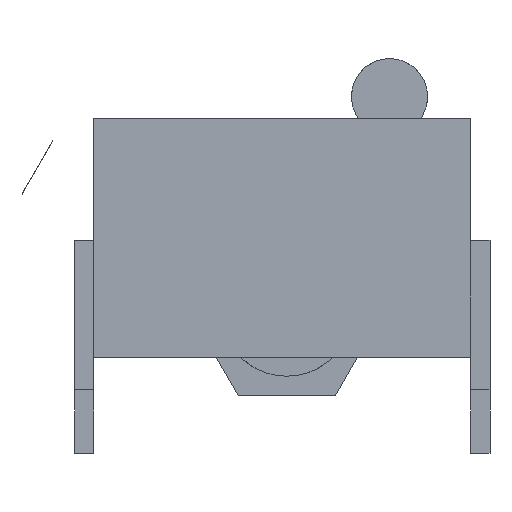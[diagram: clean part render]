
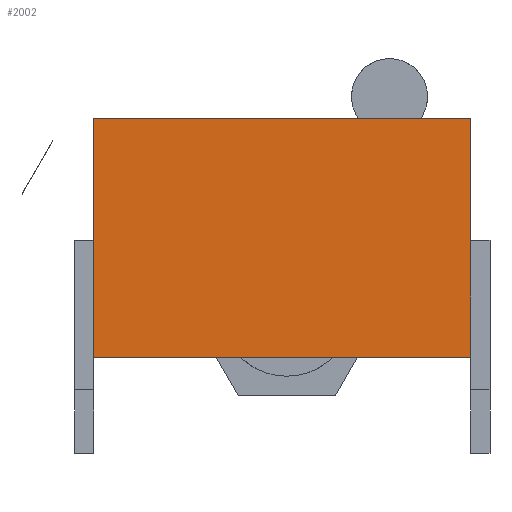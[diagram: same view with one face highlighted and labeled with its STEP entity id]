
A CAD part, front view. The second image highlights one B-rep face of the part: STEP entity #2002.
In plain terms, the highlighted planar face has unit normal (0, -1, 0).
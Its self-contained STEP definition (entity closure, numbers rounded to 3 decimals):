
#60=FACE_OUTER_BOUND('',#169,.T.);
#169=EDGE_LOOP('',(#1373,#1374,#1375,#1376));
#278=LINE('',#2817,#547);
#312=LINE('',#2885,#581);
#326=LINE('',#2933,#595);
#327=LINE('',#2934,#596);
#547=VECTOR('',#2269,8.8);
#581=VECTOR('',#2305,8.8);
#595=VECTOR('',#2349,13.9);
#596=VECTOR('',#2350,13.9);
#816=VERTEX_POINT('',#2814);
#817=VERTEX_POINT('',#2816);
#831=VERTEX_POINT('',#2846);
#850=VERTEX_POINT('',#2883);
#1010=EDGE_CURVE('',#816,#817,#278,.T.);
#1044=EDGE_CURVE('',#831,#850,#312,.T.);
#1068=EDGE_CURVE('',#817,#850,#326,.T.);
#1069=EDGE_CURVE('',#816,#831,#327,.T.);
#1373=ORIENTED_EDGE('',*,*,#1068,.F.);
#1374=ORIENTED_EDGE('',*,*,#1010,.F.);
#1375=ORIENTED_EDGE('',*,*,#1069,.T.);
#1376=ORIENTED_EDGE('',*,*,#1044,.T.);
#1900=PLANE('',#2140);
#2002=ADVANCED_FACE('',(#60),#1900,.T.);
#2140=AXIS2_PLACEMENT_3D('',#2932,#2347,#2348);
#2269=DIRECTION('',(0.,0.,1.));
#2305=DIRECTION('',(0.,0.,1.));
#2347=DIRECTION('center_axis',(0.,-1.,0.));
#2348=DIRECTION('ref_axis',(0.,0.,1.));
#2349=DIRECTION('',(1.,0.,0.));
#2350=DIRECTION('',(1.,0.,0.));
#2814=CARTESIAN_POINT('',(-6.95,-8.35,0.));
#2816=CARTESIAN_POINT('',(-6.95,-8.35,8.8));
#2817=CARTESIAN_POINT('',(-6.95,-8.35,0.));
#2846=CARTESIAN_POINT('',(6.95,-8.35,0.));
#2883=CARTESIAN_POINT('',(6.95,-8.35,8.8));
#2885=CARTESIAN_POINT('',(6.95,-8.35,0.));
#2932=CARTESIAN_POINT('Origin',(-6.95,-8.35,0.));
#2933=CARTESIAN_POINT('',(-6.95,-8.35,8.8));
#2934=CARTESIAN_POINT('',(-6.95,-8.35,0.));
